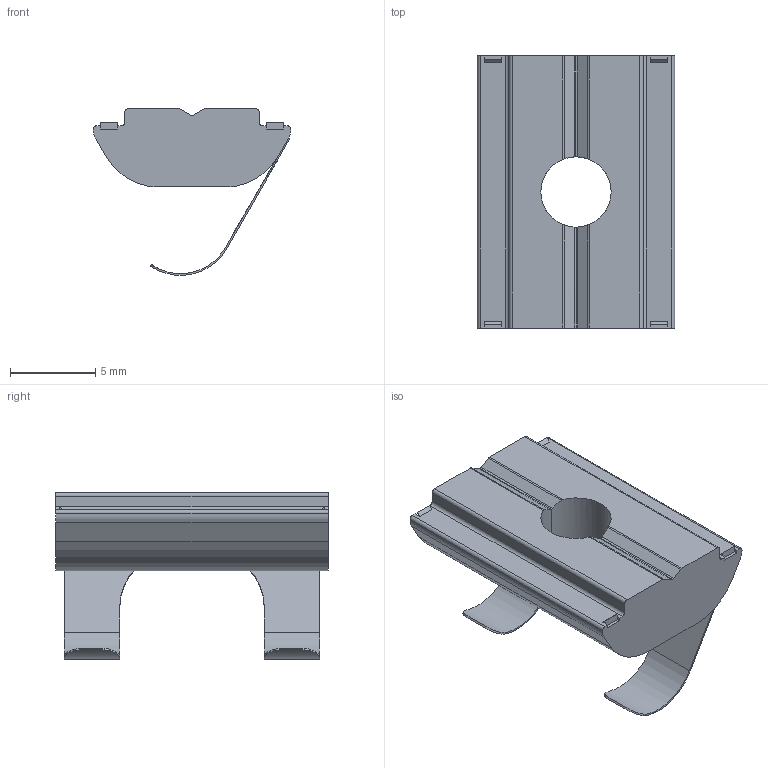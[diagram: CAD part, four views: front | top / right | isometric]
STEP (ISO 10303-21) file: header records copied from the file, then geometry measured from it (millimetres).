
FILE_DESCRIPTION (( 'STEP AP203' ), '1' );
FILE_NAME ('482529295.STEP', '2022-08-11T01:56:11', ( '' ), ( '' ), 'SwSTEP 2.0', 'SolidWorks 2014', '' );
FILE_SCHEMA (( 'CONFIG_CONTROL_DESIGN' ));
Length unit declared in the file: millimetre
Products named in the file (1): 482529295
Bounding box: 11.6 x 16 x 9.8 mm (x, y, z)
Volume: 628.7 mm3; surface area: 747.6 mm2
Topology: 1 solids, 1 shells, 85 faces, 241 edges, 156 vertices
Faces by surface type: plane 56, cylinder 29
Entity records: 2878 total; most frequent: CARTESIAN_POINT 601, ORIENTED_EDGE 482, DIRECTION 435, EDGE_CURVE 241, LINE 175, VECTOR 175, VERTEX_POINT 156, AXIS2_PLACEMENT_3D 130
